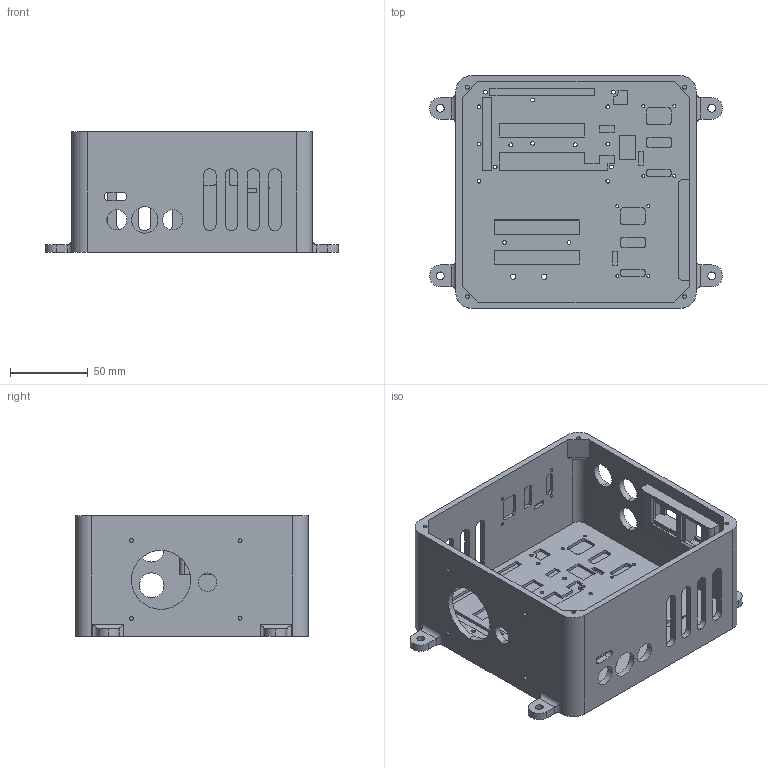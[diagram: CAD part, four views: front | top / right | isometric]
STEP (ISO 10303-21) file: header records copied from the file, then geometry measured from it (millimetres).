
FILE_DESCRIPTION (( 'STEP AP214' ), '1' );
FILE_NAME ('Auxiliary Enclosure.STEP', '2023-09-22T17:17:28', ( '' ), ( '' ), 'SwSTEP 2.0', 'SolidWorks 2021', '' );
FILE_SCHEMA (( 'AUTOMOTIVE_DESIGN' ));
Length unit declared in the file: millimetre
Products named in the file (1): Auxiliary Enclosure
Bounding box: 189 x 150 x 78 mm (x, y, z)
Volume: 373300.5 mm3; surface area: 135974.5 mm2
Topology: 1 solids, 1 shells, 396 faces, 1091 edges, 724 vertices
Faces by surface type: plane 211, cylinder 185
Entity records: 12931 total; most frequent: CARTESIAN_POINT 2260, DIRECTION 2223, ORIENTED_EDGE 2182, EDGE_CURVE 1091, AXIS2_PLACEMENT_3D 751, VERTEX_POINT 724, VECTOR 721, LINE 721
